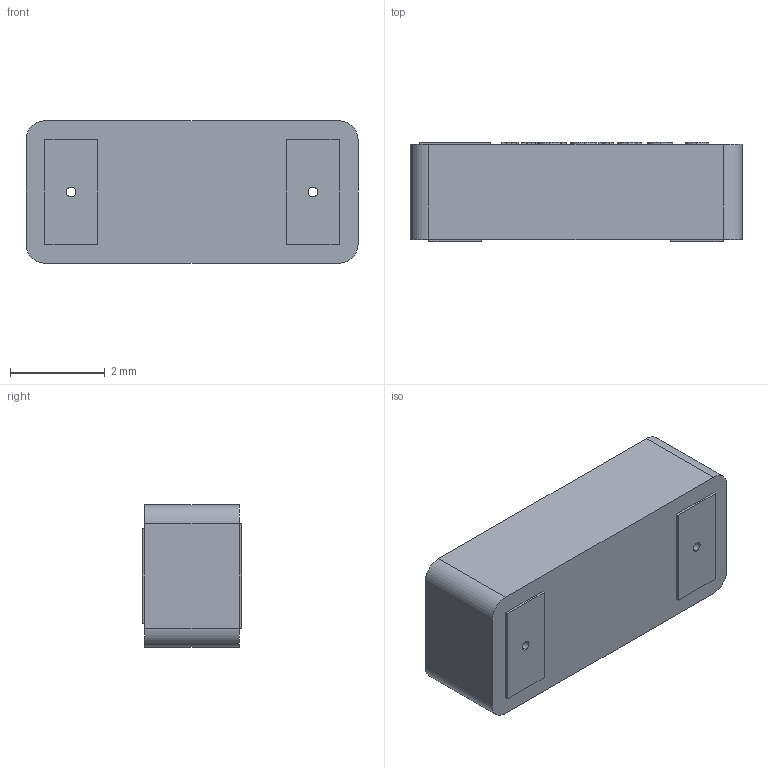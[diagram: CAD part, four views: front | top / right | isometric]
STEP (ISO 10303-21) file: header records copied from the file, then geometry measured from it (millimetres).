
FILE_DESCRIPTION (( 'STEP AP214' ), '1' );
FILE_NAME ('FR05-S1-N0-1-004.STEP', '2019-01-21T10:50:46', ( '' ), ( '' ), 'SwSTEP 2.0', 'SolidWorks 2018', '' );
FILE_SCHEMA (( 'AUTOMOTIVE_DESIGN' ));
Length unit declared in the file: millimetre
Products named in the file (1): FR05-S1-N0-1-004
Bounding box: 7 x 2.1 x 3 mm (x, y, z)
Volume: 42 mm3; surface area: 85.3 mm2
Topology: 1 solids, 1 shells, 151 faces, 405 edges, 270 vertices
Faces by surface type: plane 86, bspline 53, cylinder 12
Entity records: 8716 total; most frequent: CARTESIAN_POINT 3656, ORIENTED_EDGE 810, DIRECTION 521, EDGE_CURVE 405, LINE 275, VECTOR 275, VERTEX_POINT 270, EDGE_LOOP 169
